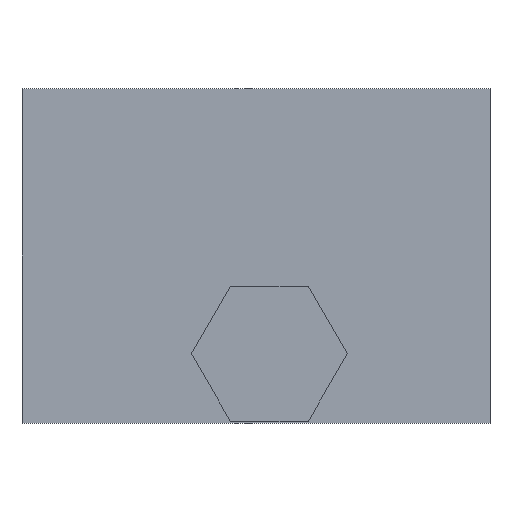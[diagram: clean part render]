
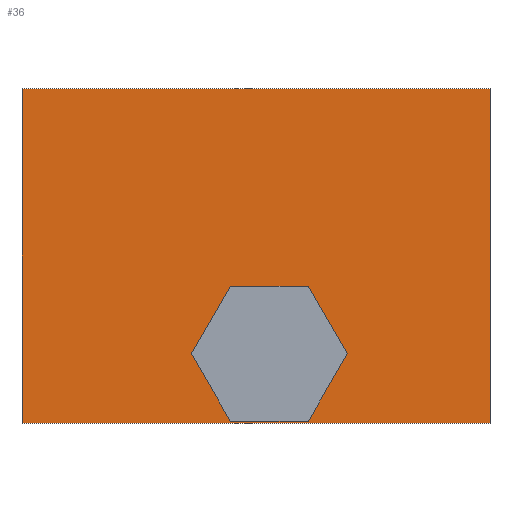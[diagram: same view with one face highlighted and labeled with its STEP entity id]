
A CAD part, front view. The second image highlights one B-rep face of the part: STEP entity #36.
In plain terms, the highlighted planar face has unit normal (0, -1, 0).
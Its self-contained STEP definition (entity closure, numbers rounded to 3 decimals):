
#7 = ORIENTED_EDGE ( 'NONE', *, *, #360, .F. ) ;
#11 = LINE ( 'NONE', #147, #492 ) ;
#18 = DIRECTION ( 'NONE',  ( 0., -1., 0. ) ) ;
#20 = CARTESIAN_POINT ( 'NONE',  ( 20.669, -7.204, -35.652 ) ) ;
#23 = EDGE_CURVE ( 'NONE', #101, #322, #290, .T. ) ;
#28 = PLANE ( 'NONE',  #134 ) ;
#31 = LINE ( 'NONE', #110, #541 ) ;
#36 = ADVANCED_FACE ( 'NONE', ( #441, #68 ), #28, .T. ) ;
#50 = ORIENTED_EDGE ( 'NONE', *, *, #545, .F. ) ;
#57 = VECTOR ( 'NONE', #69, 1000. ) ;
#64 = DIRECTION ( 'NONE',  ( -1., 0., 0. ) ) ;
#68 = FACE_OUTER_BOUND ( 'NONE', #572, .T. ) ;
#69 = DIRECTION ( 'NONE',  ( 0.5, 0., 0.866 ) ) ;
#76 = EDGE_CURVE ( 'NONE', #91, #267, #403, .T. ) ;
#90 = ORIENTED_EDGE ( 'NONE', *, *, #23, .F. ) ;
#91 = VERTEX_POINT ( 'NONE', #216 ) ;
#94 = EDGE_CURVE ( 'NONE', #557, #461, #407, .T. ) ;
#101 = VERTEX_POINT ( 'NONE', #505 ) ;
#106 = CARTESIAN_POINT ( 'NONE',  ( 32.331, -7.204, -35.652 ) ) ;
#110 = CARTESIAN_POINT ( 'NONE',  ( 20.669, -7.204, -35.652 ) ) ;
#124 = VECTOR ( 'NONE', #273, 1000. ) ;
#133 = ORIENTED_EDGE ( 'NONE', *, *, #243, .F. ) ;
#134 = AXIS2_PLACEMENT_3D ( 'NONE', #596, #18, #207 ) ;
#147 = CARTESIAN_POINT ( 'NONE',  ( 23.584, -7.204, -30.602 ) ) ;
#150 = CARTESIAN_POINT ( 'NONE',  ( 8., -7.204, -40.851 ) ) ;
#162 = EDGE_CURVE ( 'NONE', #461, #217, #338, .T. ) ;
#171 = CARTESIAN_POINT ( 'NONE',  ( 8., -7.204, -15.851 ) ) ;
#174 = DIRECTION ( 'NONE',  ( 1., 0., 0. ) ) ;
#181 = LINE ( 'NONE', #184, #124 ) ;
#184 = CARTESIAN_POINT ( 'NONE',  ( -18.471, -7.204, -40.851 ) ) ;
#196 = VERTEX_POINT ( 'NONE', #20 ) ;
#207 = DIRECTION ( 'NONE',  ( 0., 0., -1. ) ) ;
#212 = CARTESIAN_POINT ( 'NONE',  ( 23.584, -7.204, -40.702 ) ) ;
#216 = CARTESIAN_POINT ( 'NONE',  ( 23.584, -7.204, -40.702 ) ) ;
#217 = VERTEX_POINT ( 'NONE', #388 ) ;
#243 = EDGE_CURVE ( 'NONE', #267, #276, #294, .T. ) ;
#247 = CARTESIAN_POINT ( 'NONE',  ( 43., -7.204, -15.851 ) ) ;
#248 = CARTESIAN_POINT ( 'NONE',  ( 29.416, -7.204, -30.602 ) ) ;
#257 = DIRECTION ( 'NONE',  ( 0.5, 0., -0.866 ) ) ;
#264 = CARTESIAN_POINT ( 'NONE',  ( 32.331, -7.204, -35.652 ) ) ;
#267 = VERTEX_POINT ( 'NONE', #318 ) ;
#273 = DIRECTION ( 'NONE',  ( 1., 0., 0. ) ) ;
#275 = ORIENTED_EDGE ( 'NONE', *, *, #351, .T. ) ;
#276 = VERTEX_POINT ( 'NONE', #264 ) ;
#278 = ORIENTED_EDGE ( 'NONE', *, *, #491, .F. ) ;
#286 = EDGE_CURVE ( 'NONE', #557, #609, #607, .T. ) ;
#290 = LINE ( 'NONE', #248, #442 ) ;
#294 = LINE ( 'NONE', #495, #57 ) ;
#308 = DIRECTION ( 'NONE',  ( 0., 0., -1. ) ) ;
#318 = CARTESIAN_POINT ( 'NONE',  ( 29.416, -7.204, -40.702 ) ) ;
#322 = VERTEX_POINT ( 'NONE', #482 ) ;
#323 = VECTOR ( 'NONE', #427, 1000. ) ;
#338 = LINE ( 'NONE', #247, #444 ) ;
#343 = DIRECTION ( 'NONE',  ( 0., 0., -1. ) ) ;
#351 = EDGE_CURVE ( 'NONE', #609, #217, #181, .T. ) ;
#353 = CARTESIAN_POINT ( 'NONE',  ( 8., -7.204, -15.851 ) ) ;
#360 = EDGE_CURVE ( 'NONE', #322, #196, #11, .T. ) ;
#379 = VECTOR ( 'NONE', #174, 1000. ) ;
#388 = CARTESIAN_POINT ( 'NONE',  ( 43., -7.204, -40.851 ) ) ;
#403 = LINE ( 'NONE', #212, #560 ) ;
#407 = LINE ( 'NONE', #608, #379 ) ;
#412 = CARTESIAN_POINT ( 'NONE',  ( 43., -7.204, -15.851 ) ) ;
#427 = DIRECTION ( 'NONE',  ( -0.5, 0., 0.866 ) ) ;
#432 = ORIENTED_EDGE ( 'NONE', *, *, #94, .F. ) ;
#441 = FACE_BOUND ( 'NONE', #526, .T. ) ;
#442 = VECTOR ( 'NONE', #64, 1000. ) ;
#444 = VECTOR ( 'NONE', #343, 1000. ) ;
#447 = VECTOR ( 'NONE', #308, 1000. ) ;
#461 = VERTEX_POINT ( 'NONE', #412 ) ;
#473 = ORIENTED_EDGE ( 'NONE', *, *, #286, .T. ) ;
#482 = CARTESIAN_POINT ( 'NONE',  ( 23.584, -7.204, -30.602 ) ) ;
#483 = LINE ( 'NONE', #106, #323 ) ;
#491 = EDGE_CURVE ( 'NONE', #196, #91, #31, .T. ) ;
#492 = VECTOR ( 'NONE', #535, 1000. ) ;
#495 = CARTESIAN_POINT ( 'NONE',  ( 29.416, -7.204, -40.702 ) ) ;
#505 = CARTESIAN_POINT ( 'NONE',  ( 29.416, -7.204, -30.602 ) ) ;
#508 = DIRECTION ( 'NONE',  ( 1., 0., 0. ) ) ;
#515 = ORIENTED_EDGE ( 'NONE', *, *, #162, .F. ) ;
#516 = ORIENTED_EDGE ( 'NONE', *, *, #76, .F. ) ;
#526 = EDGE_LOOP ( 'NONE', ( #7, #90, #50, #133, #516, #278 ) ) ;
#535 = DIRECTION ( 'NONE',  ( -0.5, 0., -0.866 ) ) ;
#541 = VECTOR ( 'NONE', #257, 1000. ) ;
#545 = EDGE_CURVE ( 'NONE', #276, #101, #483, .T. ) ;
#557 = VERTEX_POINT ( 'NONE', #171 ) ;
#560 = VECTOR ( 'NONE', #508, 1000. ) ;
#572 = EDGE_LOOP ( 'NONE', ( #432, #473, #275, #515 ) ) ;
#596 = CARTESIAN_POINT ( 'NONE',  ( -18.471, -7.204, -15.851 ) ) ;
#607 = LINE ( 'NONE', #353, #447 ) ;
#608 = CARTESIAN_POINT ( 'NONE',  ( -18.471, -7.204, -15.851 ) ) ;
#609 = VERTEX_POINT ( 'NONE', #150 ) ;
